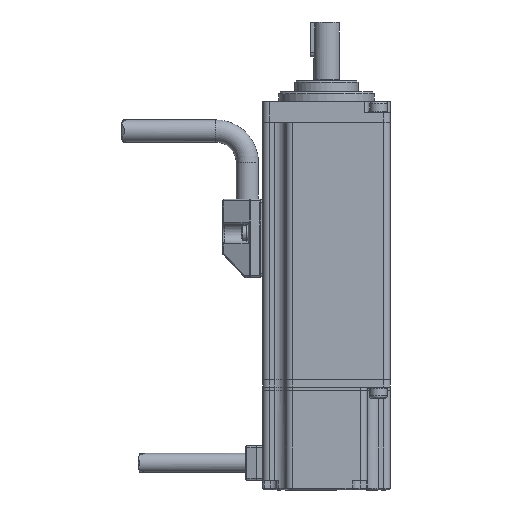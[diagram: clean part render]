
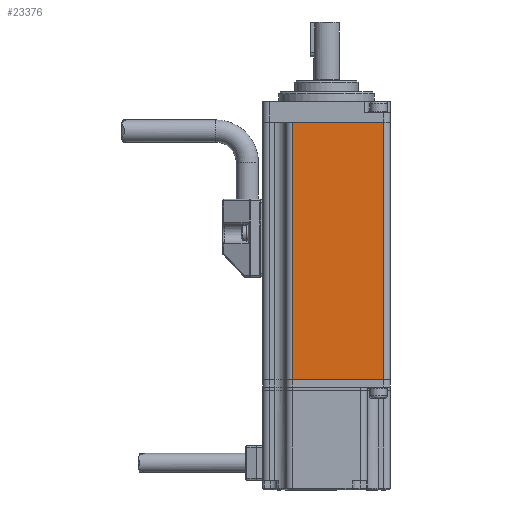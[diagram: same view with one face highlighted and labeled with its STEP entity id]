
A CAD part, left-side view. The second image highlights one B-rep face of the part: STEP entity #23376.
In plain terms, the highlighted planar face has unit normal (-1, 0, 0).
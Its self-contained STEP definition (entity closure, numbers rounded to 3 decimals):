
#115 = CARTESIAN_POINT ( 'NONE',  ( -40., -16.147, 61.72 ) ) ;
#116 = LINE ( 'NONE', #115, #27575 ) ;
#125 = DIRECTION ( 'NONE',  ( 0., 0., 1. ) ) ;
#725 = VECTOR ( 'NONE', #26766, 1000. ) ;
#728 = VECTOR ( 'NONE', #26758, 1000. ) ;
#825 = VECTOR ( 'NONE', #26690, 1000. ) ;
#2421 = EDGE_CURVE ( 'NONE', #21685, #21689, #26686, .T. ) ;
#2438 = EDGE_CURVE ( 'NONE', #21689, #21813, #26753, .T. ) ;
#2440 = EDGE_CURVE ( 'NONE', #8903, #21813, #26761, .T. ) ;
#2672 = EDGE_CURVE ( 'NONE', #21685, #8903, #116, .T. ) ;
#3545 = CARTESIAN_POINT ( 'NONE',  ( -40., 12.617, -19.08 ) ) ;
#3549 = CARTESIAN_POINT ( 'NONE',  ( -40., -16.147, -19.08 ) ) ;
#3673 = CARTESIAN_POINT ( 'NONE',  ( -40., 12.617, 61.72 ) ) ;
#4928 = EDGE_LOOP ( 'NONE', ( #20670, #15177, #20706, #20748 ) ) ;
#8903 = VERTEX_POINT ( 'NONE', #24339 ) ;
#10773 = CARTESIAN_POINT ( 'NONE',  ( -40., -18.147, 61.72 ) ) ;
#10774 = FACE_OUTER_BOUND ( 'NONE', #4928, .T. ) ;
#10790 = PLANE ( 'NONE',  #29663 ) ;
#10793 = DIRECTION ( 'NONE',  ( -1., 0., 0. ) ) ;
#10794 = DIRECTION ( 'NONE',  ( 0., -1., 0. ) ) ;
#15177 = ORIENTED_EDGE ( 'NONE', *, *, #2672, .T. ) ;
#20670 = ORIENTED_EDGE ( 'NONE', *, *, #2421, .F. ) ;
#20706 = ORIENTED_EDGE ( 'NONE', *, *, #2440, .T. ) ;
#20748 = ORIENTED_EDGE ( 'NONE', *, *, #2438, .F. ) ;
#21685 = VERTEX_POINT ( 'NONE', #3549 ) ;
#21689 = VERTEX_POINT ( 'NONE', #3545 ) ;
#21813 = VERTEX_POINT ( 'NONE', #3673 ) ;
#23376 = ADVANCED_FACE ( 'NONE', ( #10774 ), #10790, .T. ) ;
#24339 = CARTESIAN_POINT ( 'NONE',  ( -40., -16.147, 61.72 ) ) ;
#26682 = CARTESIAN_POINT ( 'NONE',  ( -40., 1.853, -19.08 ) ) ;
#26686 = LINE ( 'NONE', #26682, #825 ) ;
#26690 = DIRECTION ( 'NONE',  ( 0., 1., 0. ) ) ;
#26751 = CARTESIAN_POINT ( 'NONE',  ( -40., 12.617, 61.72 ) ) ;
#26753 = LINE ( 'NONE', #26751, #728 ) ;
#26757 = CARTESIAN_POINT ( 'NONE',  ( -40., 1.853, 61.72 ) ) ;
#26758 = DIRECTION ( 'NONE',  ( 0., 0., 1. ) ) ;
#26761 = LINE ( 'NONE', #26757, #725 ) ;
#26766 = DIRECTION ( 'NONE',  ( 0., 1., 0. ) ) ;
#27575 = VECTOR ( 'NONE', #125, 1000. ) ;
#29663 = AXIS2_PLACEMENT_3D ( 'NONE', #10773, #10793, #10794 ) ;
